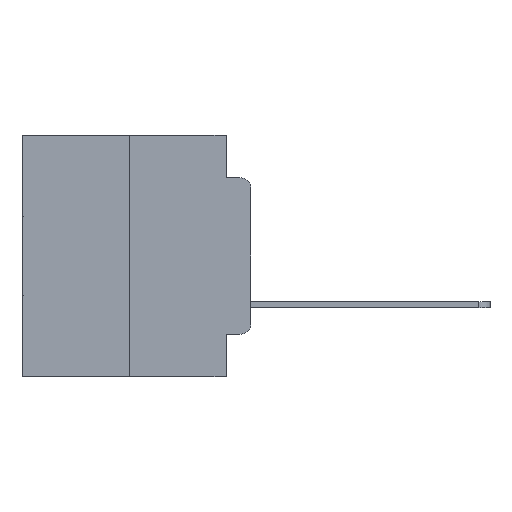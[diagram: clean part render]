
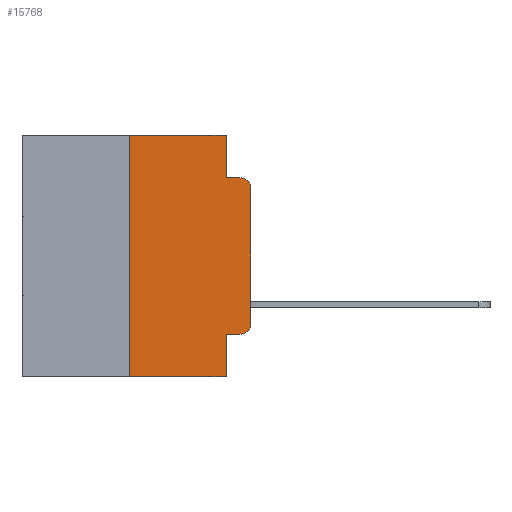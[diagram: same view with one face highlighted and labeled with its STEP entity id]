
A CAD part, left-side view. The second image highlights one B-rep face of the part: STEP entity #15768.
In plain terms, the highlighted planar face has unit normal (-1, 0, 0).
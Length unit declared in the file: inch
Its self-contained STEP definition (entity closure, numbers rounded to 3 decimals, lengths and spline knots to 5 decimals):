
#739 = DIRECTION ( 'NONE',  ( 0., 0., 1. ) ) ;
#1092 = LINE ( 'NONE', #7137, #11940 ) ;
#1273 = EDGE_CURVE ( 'NONE', #20152, #20326, #19379, .T. ) ;
#1293 = VERTEX_POINT ( 'NONE', #14000 ) ;
#1339 = VECTOR ( 'NONE', #20928, 39.37008 ) ;
#1361 = DIRECTION ( 'NONE',  ( 0., 0., -1. ) ) ;
#1795 = ORIENTED_EDGE ( 'NONE', *, *, #1273, .F. ) ;
#1904 = VERTEX_POINT ( 'NONE', #2972 ) ;
#2081 = EDGE_LOOP ( 'NONE', ( #2932, #20866, #7142, #24208, #1795, #2572, #27859, #4033, #17758, #10513 ) ) ;
#2572 = ORIENTED_EDGE ( 'NONE', *, *, #22059, .F. ) ;
#2722 = CARTESIAN_POINT ( 'NONE',  ( 0., 0.25, -0.5 ) ) ;
#2838 = DIRECTION ( 'NONE',  ( 0., 0., -1. ) ) ;
#2932 = ORIENTED_EDGE ( 'NONE', *, *, #3683, .T. ) ;
#2972 = CARTESIAN_POINT ( 'NONE',  ( 0., 0.051, -0.0885 ) ) ;
#3683 = EDGE_CURVE ( 'NONE', #16139, #16532, #15833, .T. ) ;
#4033 = ORIENTED_EDGE ( 'NONE', *, *, #9180, .F. ) ;
#4131 = CARTESIAN_POINT ( 'NONE',  ( 0., 0.051, -0.5 ) ) ;
#4934 = AXIS2_PLACEMENT_3D ( 'NONE', #28076, #15067, #1361 ) ;
#4955 = VERTEX_POINT ( 'NONE', #2722 ) ;
#5215 = EDGE_CURVE ( 'NONE', #16532, #1293, #9040, .T. ) ;
#5881 = VERTEX_POINT ( 'NONE', #12812 ) ;
#6503 = VECTOR ( 'NONE', #17910, 39.37008 ) ;
#6939 = LINE ( 'NONE', #14360, #13635 ) ;
#7137 = CARTESIAN_POINT ( 'NONE',  ( 0., 0.051, 0. ) ) ;
#7142 = ORIENTED_EDGE ( 'NONE', *, *, #12161, .F. ) ;
#7267 = CARTESIAN_POINT ( 'NONE',  ( 0., 0.473, -0.5 ) ) ;
#7348 = VERTEX_POINT ( 'NONE', #19826 ) ;
#7773 = LINE ( 'NONE', #27528, #18860 ) ;
#8801 = CARTESIAN_POINT ( 'NONE',  ( 0., 0., -0.3915 ) ) ;
#9040 = CIRCLE ( 'NONE', #4934, 0.02 ) ;
#9075 = CARTESIAN_POINT ( 'NONE',  ( 0., 0.25, 0. ) ) ;
#9180 = EDGE_CURVE ( 'NONE', #5881, #18654, #14044, .T. ) ;
#9267 = EDGE_CURVE ( 'NONE', #20326, #1904, #1092, .T. ) ;
#9415 = DIRECTION ( 'NONE',  ( 0., 0., -1. ) ) ;
#9512 = DIRECTION ( 'NONE',  ( -1., 0., 0. ) ) ;
#9528 = DIRECTION ( 'NONE',  ( 0., -1., 0. ) ) ;
#9869 = DIRECTION ( 'NONE',  ( 0., -1., 0. ) ) ;
#9983 = CARTESIAN_POINT ( 'NONE',  ( 0., 0.473, 0. ) ) ;
#10513 = ORIENTED_EDGE ( 'NONE', *, *, #16281, .T. ) ;
#11530 = VECTOR ( 'NONE', #9528, 39.37008 ) ;
#11940 = VECTOR ( 'NONE', #9415, 39.37008 ) ;
#12161 = EDGE_CURVE ( 'NONE', #1904, #1293, #6939, .T. ) ;
#12224 = AXIS2_PLACEMENT_3D ( 'NONE', #22734, #9512, #24927 ) ;
#12812 = CARTESIAN_POINT ( 'NONE',  ( 0., 0.051, -0.4115 ) ) ;
#13219 = EDGE_CURVE ( 'NONE', #5881, #7348, #18348, .T. ) ;
#13632 = DIRECTION ( 'NONE',  ( 0., 0., -1. ) ) ;
#13635 = VECTOR ( 'NONE', #9869, 39.37008 ) ;
#14000 = CARTESIAN_POINT ( 'NONE',  ( 0., 0.02, -0.0885 ) ) ;
#14044 = LINE ( 'NONE', #26700, #19837 ) ;
#14241 = CARTESIAN_POINT ( 'NONE',  ( 0., 0.473, 0. ) ) ;
#14360 = CARTESIAN_POINT ( 'NONE',  ( 0., 0.051, -0.0885 ) ) ;
#14463 = VECTOR ( 'NONE', #20492, 39.37008 ) ;
#15067 = DIRECTION ( 'NONE',  ( -1., 0., 0. ) ) ;
#15768 = ADVANCED_FACE ( 'NONE', ( #26434 ), #27281, .F. ) ;
#15833 = LINE ( 'NONE', #22717, #14463 ) ;
#16139 = VERTEX_POINT ( 'NONE', #8801 ) ;
#16281 = EDGE_CURVE ( 'NONE', #7348, #16139, #28696, .T. ) ;
#16441 = DIRECTION ( 'NONE',  ( 1., 0., 0. ) ) ;
#16532 = VERTEX_POINT ( 'NONE', #19152 ) ;
#17753 = EDGE_CURVE ( 'NONE', #4955, #18654, #28245, .T. ) ;
#17758 = ORIENTED_EDGE ( 'NONE', *, *, #13219, .T. ) ;
#17910 = DIRECTION ( 'NONE',  ( 0., -1., 0. ) ) ;
#18348 = LINE ( 'NONE', #22338, #6503 ) ;
#18654 = VERTEX_POINT ( 'NONE', #4131 ) ;
#18860 = VECTOR ( 'NONE', #739, 39.37008 ) ;
#19152 = CARTESIAN_POINT ( 'NONE',  ( 0., 0., -0.1085 ) ) ;
#19379 = LINE ( 'NONE', #9983, #1339 ) ;
#19826 = CARTESIAN_POINT ( 'NONE',  ( 0., 0.02, -0.4115 ) ) ;
#19837 = VECTOR ( 'NONE', #13632, 39.37008 ) ;
#20152 = VERTEX_POINT ( 'NONE', #9075 ) ;
#20326 = VERTEX_POINT ( 'NONE', #20671 ) ;
#20492 = DIRECTION ( 'NONE',  ( 0., 0., 1. ) ) ;
#20669 = AXIS2_PLACEMENT_3D ( 'NONE', #14241, #16441, #2838 ) ;
#20671 = CARTESIAN_POINT ( 'NONE',  ( 0., 0.051, 0. ) ) ;
#20866 = ORIENTED_EDGE ( 'NONE', *, *, #5215, .T. ) ;
#20928 = DIRECTION ( 'NONE',  ( 0., -1., 0. ) ) ;
#22059 = EDGE_CURVE ( 'NONE', #4955, #20152, #7773, .T. ) ;
#22338 = CARTESIAN_POINT ( 'NONE',  ( 0., 0.051, -0.4115 ) ) ;
#22717 = CARTESIAN_POINT ( 'NONE',  ( 0., 0., 0. ) ) ;
#22734 = CARTESIAN_POINT ( 'NONE',  ( 0., 0.02, -0.3915 ) ) ;
#24208 = ORIENTED_EDGE ( 'NONE', *, *, #9267, .F. ) ;
#24927 = DIRECTION ( 'NONE',  ( 0., 0., -1. ) ) ;
#26434 = FACE_OUTER_BOUND ( 'NONE', #2081, .T. ) ;
#26700 = CARTESIAN_POINT ( 'NONE',  ( 0., 0.051, 0. ) ) ;
#27281 = PLANE ( 'NONE',  #20669 ) ;
#27528 = CARTESIAN_POINT ( 'NONE',  ( 0., 0.25, 0. ) ) ;
#27859 = ORIENTED_EDGE ( 'NONE', *, *, #17753, .T. ) ;
#28076 = CARTESIAN_POINT ( 'NONE',  ( 0., 0.02, -0.1085 ) ) ;
#28245 = LINE ( 'NONE', #7267, #11530 ) ;
#28696 = CIRCLE ( 'NONE', #12224, 0.02 ) ;
